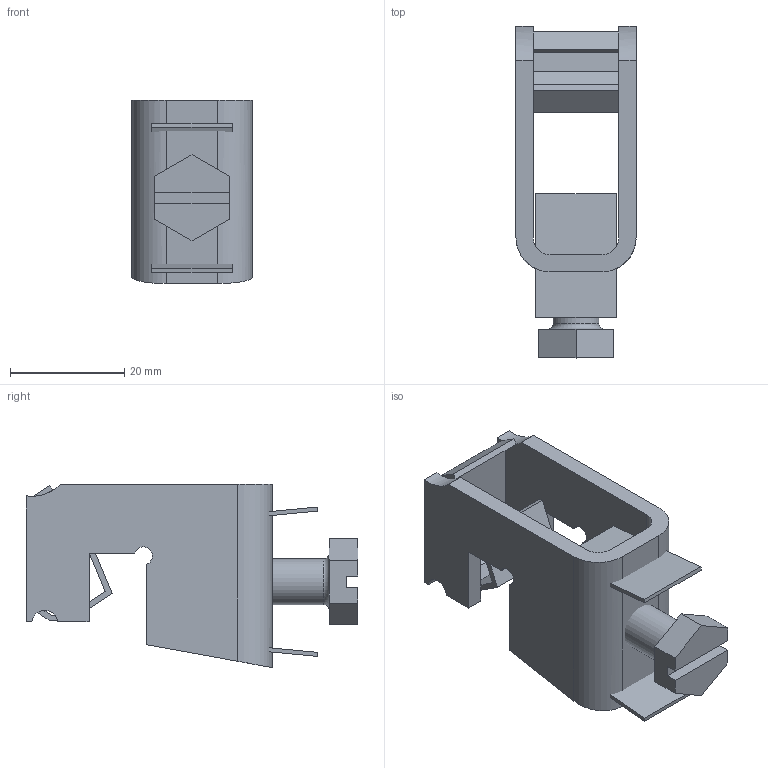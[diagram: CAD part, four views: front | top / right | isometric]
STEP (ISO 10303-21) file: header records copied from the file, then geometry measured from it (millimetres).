
FILE_DESCRIPTION(/* description */ ('STEP AP214'),/* implementation_level */ '2;1');
FILE_NAME(/* name */ '01292',/* time_stamp */ '2024-11-11T16:39:38+01:00',/* author */ ('License CC BY-ND 4.0'),/* organization */ ('CADENAS'),/* preprocessor_version */ 'ST-DEVELOPER v19.3',/* originating_system */ 'PARTsolutions',/* authorisation */ ' ');
FILE_SCHEMA (('AUTOMOTIVE_DESIGN {1 0 10303 214 3 1 1}'));
Length unit declared in the file: millimetre
Products named in the file (4): 01292; 01292b; 01292s; 01292b2
Assembly tree (3 placements, depth 2):
  01292
    01292b
    01292s
    01292b2
Bounding box: 21 x 58 x 32 mm (x, y, z)
Volume: 10357.8 mm3; surface area: 10148.6 mm2
Topology: 3 solids, 3 shells, 81 faces, 230 edges, 146 vertices
Faces by surface type: plane 68, cylinder 11, torus 1, cone 1
Full cylindrical faces by diameter (mm): 8 x1
Entity records: 2690 total; most frequent: CARTESIAN_POINT 458, ORIENTED_EDGE 454, DIRECTION 433, EDGE_CURVE 227, LINE 191, VECTOR 191, VERTEX_POINT 146, AXIS2_PLACEMENT_3D 121
